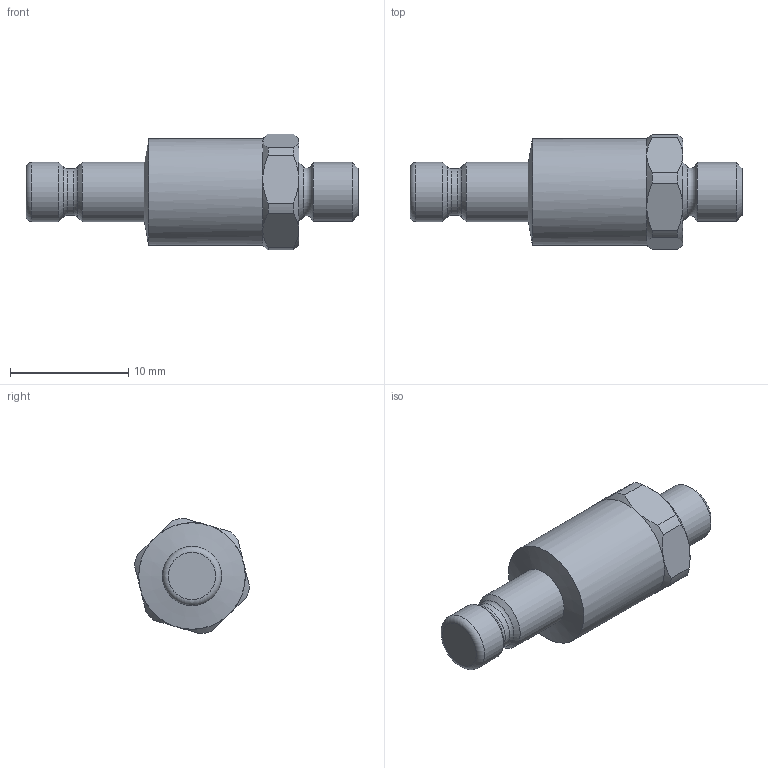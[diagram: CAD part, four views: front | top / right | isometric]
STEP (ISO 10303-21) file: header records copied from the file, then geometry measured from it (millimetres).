
FILE_DESCRIPTION((''),'2;1');
FILE_NAME('20sbam05mpn.stp','2013-04-09T11:11:50',('IA176480'),(''),'Autodesk Inventor 2011','Autodesk Inventor 2011','');
FILE_SCHEMA(('AUTOMOTIVE_DESIGN { 1 0 10303 214 1 1 1 1 }'));
Length unit declared in the file: millimetre
Products named in the file (1): D105898
Bounding box: 28.05 x 9.72 x 9.79 mm (x, y, z)
Volume: 1085.1 mm3; surface area: 1009.7 mm2
Topology: 1 solids, 4 shells, 58 faces, 124 edges, 72 vertices
Faces by surface type: cone 23, cylinder 18, plane 12, torus 5
Full cylindrical faces by diameter (mm): 3.95 x1, 5 x3, 6.286 x1, 6.3 x1, 6.8 x1, 7.3 x1, 8 x2, 8.1 x1, 9 x1
Entity records: 1444 total; most frequent: CARTESIAN_POINT 267, DIRECTION 242, ORIENTED_EDGE 184, AXIS2_PLACEMENT_3D 115, EDGE_CURVE 92, EDGE_LOOP 90, VERTEX_POINT 68, FACE_OUTER_BOUND 58
